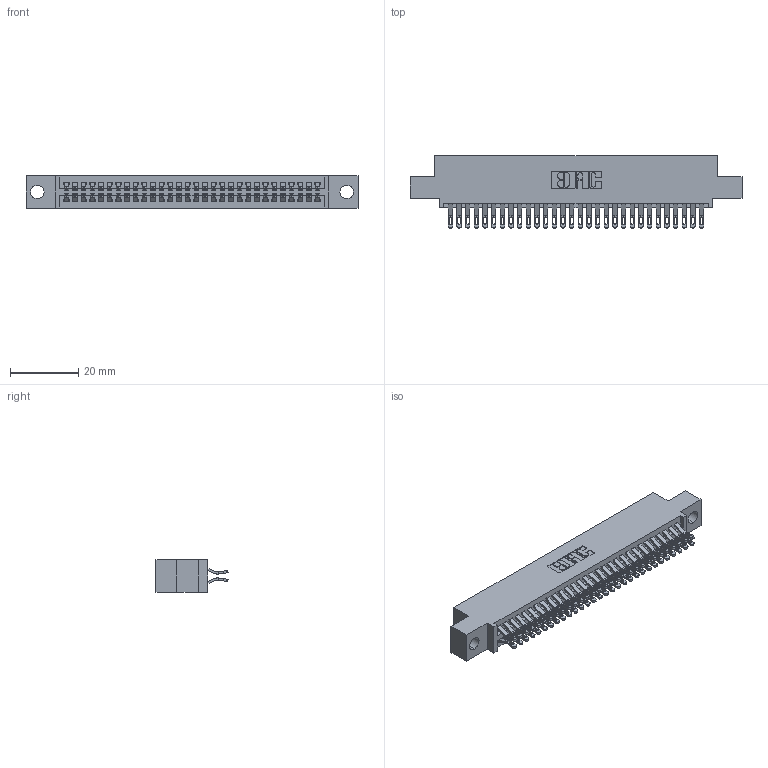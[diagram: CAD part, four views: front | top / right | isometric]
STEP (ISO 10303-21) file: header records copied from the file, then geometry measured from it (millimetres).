
FILE_DESCRIPTION (( 'STEP AP203' ), '1' );
FILE_NAME ('395-060-555-504.STEP', '2018-11-23T16:28:29', ( '' ), ( '' ), 'SwSTEP 2.0', 'SolidWorks 2016', '' );
FILE_SCHEMA (( 'CONFIG_CONTROL_DESIGN' ));
Length unit declared in the file: inch
Products named in the file (3): 395-060-555-504; 345 Part_0.110 Offset - 0.156 Dia-TH; 345-292-001_555 Tail
Assembly tree (61 placements, depth 2):
  395-060-555-504
    345 Part_0.110 Offset - 0.156 Dia-TH
    345-292-001_555 Tail  x60
Bounding box: 97.41 x 21.13 x 9.4 mm (x, y, z)
Volume: 9363.8 mm3; surface area: 14122.2 mm2
Topology: 61 solids, 61 shells, 3490 faces, 10973 edges, 7314 vertices
Faces by surface type: plane 1944, cylinder 1546
Entity records: 25615 total; most frequent: CARTESIAN_POINT 4342, ORIENTED_EDGE 4246, DIRECTION 3811, EDGE_CURVE 2123, LINE 1851, VECTOR 1851, VERTEX_POINT 1414, AXIS2_PLACEMENT_3D 980
